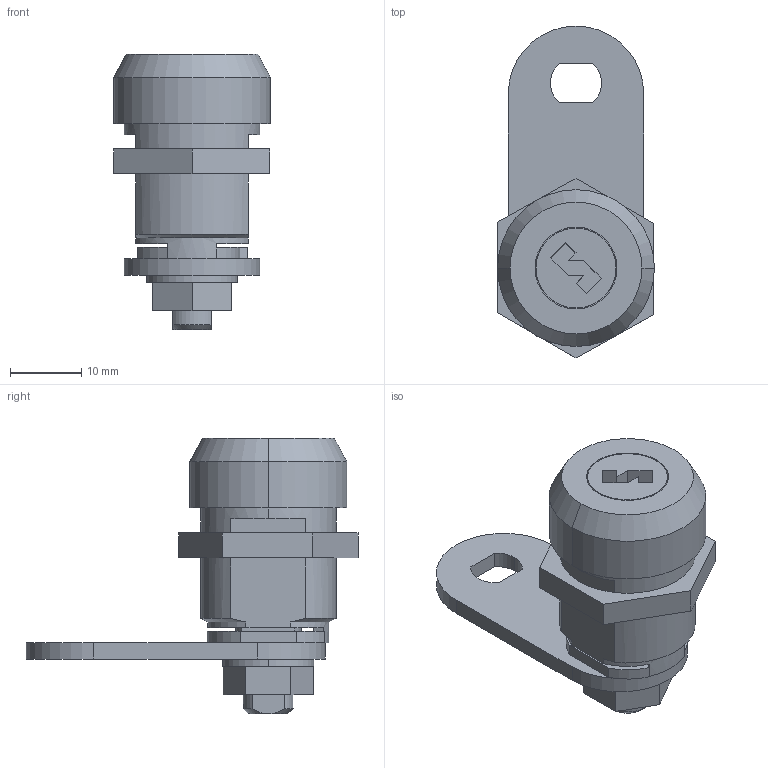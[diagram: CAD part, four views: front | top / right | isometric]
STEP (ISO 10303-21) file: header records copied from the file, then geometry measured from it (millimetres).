
FILE_DESCRIPTION (( 'STEP AP203' ), '1' );
FILE_NAME ('C-346.STEP', '2009-11-02T02:40:05', ( ' ' ), ( ' ' ), 'SwSTEP 2.0', 'SolidWorks 2007', '' );
FILE_SCHEMA (( 'CONFIG_CONTROL_DESIGN' ));
Length unit declared in the file: millimetre
Products named in the file (8): C-346取付ナット__ﾃﾞﾌｫﾙﾄ; C-346; C-346僴僂僕儞僌__棉太倌; C-346僇儉__棉太倌; C-346儘乕僞乕__棉太倌; C-346巭傔嬥__棉太倌; C-346帟晅嵗嬥__棉太倌; C-346M7僫僢僩__棉太倌
Assembly tree (7 placements, depth 2):
  C-346
    C-346取付ナット__ﾃﾞﾌｫﾙﾄ
    C-346僇儉__棉太倌
    C-346僴僂僕儞僌__棉太倌
    C-346帟晅嵗嬥__棉太倌
    C-346M7僫僢僩__棉太倌
    C-346巭傔嬥__棉太倌
    C-346儘乕僞乕__棉太倌
Bounding box: 22 x 46.59 x 38.7 mm (x, y, z)
Volume: 10203.9 mm3; surface area: 8309.7 mm2
Topology: 7 solids, 7 shells, 128 faces, 328 edges, 218 vertices
Faces by surface type: plane 80, cylinder 42, cone 6
Entity records: 4790 total; most frequent: CARTESIAN_POINT 716, DIRECTION 696, ORIENTED_EDGE 656, EDGE_CURVE 328, AXIS2_PLACEMENT_3D 238, VECTOR 220, LINE 220, VERTEX_POINT 218
